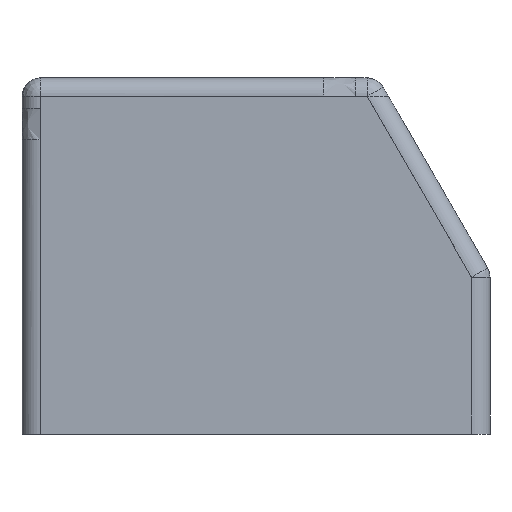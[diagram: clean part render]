
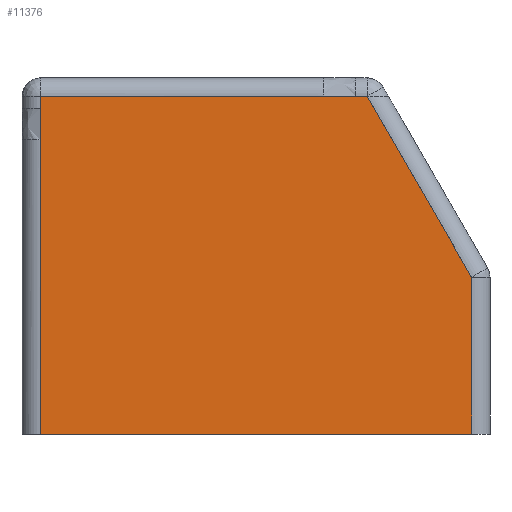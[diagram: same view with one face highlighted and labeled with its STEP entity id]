
A CAD part, front view. The second image highlights one B-rep face of the part: STEP entity #11376.
In plain terms, the highlighted face is planar.
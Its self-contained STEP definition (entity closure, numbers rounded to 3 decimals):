
#9665 = PLANE('',#9666);
#9666 = AXIS2_PLACEMENT_3D('',#9667,#9668,#9669);
#9667 = CARTESIAN_POINT('',(73.2,0.,-53.));
#9668 = DIRECTION('',(0.,-1.,0.));
#9669 = DIRECTION('',(-1.,0.,0.));
#9693 = PLANE('',#9694);
#9694 = AXIS2_PLACEMENT_3D('',#9695,#9696,#9697);
#9695 = CARTESIAN_POINT('',(0.,0.,-53.));
#9696 = DIRECTION('',(-1.,0.,0.));
#9697 = DIRECTION('',(0.,1.,0.));
#9819 = VERTEX_POINT('',#9820);
#9820 = CARTESIAN_POINT('',(70.2,0.,53.));
#9835 = CYLINDRICAL_SURFACE('',#9836,3.);
#9836 = AXIS2_PLACEMENT_3D('',#9837,#9838,#9839);
#9837 = CARTESIAN_POINT('',(70.2,25.555,50.));
#9838 = DIRECTION('',(0.,-1.,0.));
#9839 = DIRECTION('',(1.,0.,0.));
#9847 = EDGE_CURVE('',#9819,#9848,#9850,.T.);
#9848 = VERTEX_POINT('',#9849);
#9849 = CARTESIAN_POINT('',(0.,0.,53.));
#9850 = SURFACE_CURVE('',#9851,(#9855,#9862),.PCURVE_S1.);
#9851 = LINE('',#9852,#9853);
#9852 = CARTESIAN_POINT('',(73.2,0.,53.));
#9853 = VECTOR('',#9854,1.);
#9854 = DIRECTION('',(-1.,0.,0.));
#9855 = PCURVE('',#9665,#9856);
#9856 = DEFINITIONAL_REPRESENTATION('',(#9857),#9861);
#9857 = LINE('',#9858,#9859);
#9858 = CARTESIAN_POINT('',(0.,-106.));
#9859 = VECTOR('',#9860,1.);
#9860 = DIRECTION('',(1.,0.));
#9861 = ( GEOMETRIC_REPRESENTATION_CONTEXT(2) 
PARAMETRIC_REPRESENTATION_CONTEXT() REPRESENTATION_CONTEXT('2D SPACE',''
  ) );
#9862 = PCURVE('',#9863,#9868);
#9863 = PLANE('',#9864);
#9864 = AXIS2_PLACEMENT_3D('',#9865,#9866,#9867);
#9865 = CARTESIAN_POINT('',(36.6,27.5,53.));
#9866 = DIRECTION('',(0.,0.,-1.));
#9867 = DIRECTION('',(0.,1.,0.));
#9868 = DEFINITIONAL_REPRESENTATION('',(#9869),#9873);
#9869 = LINE('',#9870,#9871);
#9870 = CARTESIAN_POINT('',(-27.5,36.6));
#9871 = VECTOR('',#9872,1.);
#9872 = DIRECTION('',(0.,-1.));
#9873 = ( GEOMETRIC_REPRESENTATION_CONTEXT(2) 
PARAMETRIC_REPRESENTATION_CONTEXT() REPRESENTATION_CONTEXT('2D SPACE',''
  ) );
#10899 = EDGE_CURVE('',#9848,#10900,#10902,.T.);
#10900 = VERTEX_POINT('',#10901);
#10901 = CARTESIAN_POINT('',(0.,55.,53.));
#10902 = SURFACE_CURVE('',#10903,(#10907,#10914),.PCURVE_S1.);
#10903 = LINE('',#10904,#10905);
#10904 = CARTESIAN_POINT('',(0.,0.,53.));
#10905 = VECTOR('',#10906,1.);
#10906 = DIRECTION('',(0.,1.,0.));
#10907 = PCURVE('',#9693,#10908);
#10908 = DEFINITIONAL_REPRESENTATION('',(#10909),#10913);
#10909 = LINE('',#10910,#10911);
#10910 = CARTESIAN_POINT('',(0.,-106.));
#10911 = VECTOR('',#10912,1.);
#10912 = DIRECTION('',(1.,0.));
#10913 = ( GEOMETRIC_REPRESENTATION_CONTEXT(2) 
PARAMETRIC_REPRESENTATION_CONTEXT() REPRESENTATION_CONTEXT('2D SPACE',''
  ) );
#10914 = PCURVE('',#9863,#10915);
#10915 = DEFINITIONAL_REPRESENTATION('',(#10916),#10920);
#10916 = LINE('',#10917,#10918);
#10917 = CARTESIAN_POINT('',(-27.5,-36.6));
#10918 = VECTOR('',#10919,1.);
#10919 = DIRECTION('',(1.,0.));
#10920 = ( GEOMETRIC_REPRESENTATION_CONTEXT(2) 
PARAMETRIC_REPRESENTATION_CONTEXT() REPRESENTATION_CONTEXT('2D SPACE',''
  ) );
#10938 = PLANE('',#10939);
#10939 = AXIS2_PLACEMENT_3D('',#10940,#10941,#10942);
#10940 = CARTESIAN_POINT('',(0.,55.,-53.));
#10941 = DIRECTION('',(0.,1.,0.));
#10942 = DIRECTION('',(1.,0.,0.));
#11331 = VERTEX_POINT('',#11332);
#11332 = CARTESIAN_POINT('',(70.2,25.555,53.));
#11354 = EDGE_CURVE('',#11331,#9819,#11355,.T.);
#11355 = SURFACE_CURVE('',#11356,(#11360,#11367),.PCURVE_S1.);
#11356 = LINE('',#11357,#11358);
#11357 = CARTESIAN_POINT('',(70.2,25.555,53.));
#11358 = VECTOR('',#11359,1.);
#11359 = DIRECTION('',(0.,-1.,0.));
#11360 = PCURVE('',#9835,#11361);
#11361 = DEFINITIONAL_REPRESENTATION('',(#11362),#11366);
#11362 = LINE('',#11363,#11364);
#11363 = CARTESIAN_POINT('',(1.571,0.));
#11364 = VECTOR('',#11365,1.);
#11365 = DIRECTION('',(0.,1.));
#11366 = ( GEOMETRIC_REPRESENTATION_CONTEXT(2) 
PARAMETRIC_REPRESENTATION_CONTEXT() REPRESENTATION_CONTEXT('2D SPACE',''
  ) );
#11367 = PCURVE('',#9863,#11368);
#11368 = DEFINITIONAL_REPRESENTATION('',(#11369),#11373);
#11369 = LINE('',#11370,#11371);
#11370 = CARTESIAN_POINT('',(-1.945,33.6));
#11371 = VECTOR('',#11372,1.);
#11372 = DIRECTION('',(-1.,0.));
#11373 = ( GEOMETRIC_REPRESENTATION_CONTEXT(2) 
PARAMETRIC_REPRESENTATION_CONTEXT() REPRESENTATION_CONTEXT('2D SPACE',''
  ) );
#11376 = ADVANCED_FACE('',(#11377),#9863,.F.);
#11377 = FACE_BOUND('',#11378,.F.);
#11378 = EDGE_LOOP('',(#11379,#11380,#11381,#11404,#11428));
#11379 = ORIENTED_EDGE('',*,*,#9847,.T.);
#11380 = ORIENTED_EDGE('',*,*,#10899,.T.);
#11381 = ORIENTED_EDGE('',*,*,#11382,.T.);
#11382 = EDGE_CURVE('',#10900,#11383,#11385,.T.);
#11383 = VERTEX_POINT('',#11384);
#11384 = CARTESIAN_POINT('',(53.2,55.,53.));
#11385 = SURFACE_CURVE('',#11386,(#11390,#11397),.PCURVE_S1.);
#11386 = LINE('',#11387,#11388);
#11387 = CARTESIAN_POINT('',(0.,55.,53.));
#11388 = VECTOR('',#11389,1.);
#11389 = DIRECTION('',(1.,0.,0.));
#11390 = PCURVE('',#9863,#11391);
#11391 = DEFINITIONAL_REPRESENTATION('',(#11392),#11396);
#11392 = LINE('',#11393,#11394);
#11393 = CARTESIAN_POINT('',(27.5,-36.6));
#11394 = VECTOR('',#11395,1.);
#11395 = DIRECTION('',(0.,1.));
#11396 = ( GEOMETRIC_REPRESENTATION_CONTEXT(2) 
PARAMETRIC_REPRESENTATION_CONTEXT() REPRESENTATION_CONTEXT('2D SPACE',''
  ) );
#11397 = PCURVE('',#10938,#11398);
#11398 = DEFINITIONAL_REPRESENTATION('',(#11399),#11403);
#11399 = LINE('',#11400,#11401);
#11400 = CARTESIAN_POINT('',(0.,-106.));
#11401 = VECTOR('',#11402,1.);
#11402 = DIRECTION('',(1.,0.));
#11403 = ( GEOMETRIC_REPRESENTATION_CONTEXT(2) 
PARAMETRIC_REPRESENTATION_CONTEXT() REPRESENTATION_CONTEXT('2D SPACE',''
  ) );
#11404 = ORIENTED_EDGE('',*,*,#11405,.F.);
#11405 = EDGE_CURVE('',#11331,#11383,#11406,.T.);
#11406 = SURFACE_CURVE('',#11407,(#11411,#11417),.PCURVE_S1.);
#11407 = LINE('',#11408,#11409);
#11408 = CARTESIAN_POINT('',(57.079,48.282,53.));
#11409 = VECTOR('',#11410,1.);
#11410 = DIRECTION('',(-0.5,0.866,0.));
#11411 = PCURVE('',#9863,#11412);
#11412 = DEFINITIONAL_REPRESENTATION('',(#11413),#11416);
#11413 = B_SPLINE_CURVE_WITH_KNOTS('',1,(#11414,#11415),.UNSPECIFIED.,
  .F.,.F.,(2,2),(-26.242,7.758),
  .PIECEWISE_BEZIER_KNOTS.);
#11414 = CARTESIAN_POINT('',(-1.945,33.6));
#11415 = CARTESIAN_POINT('',(27.5,16.6));
#11416 = ( GEOMETRIC_REPRESENTATION_CONTEXT(2) 
PARAMETRIC_REPRESENTATION_CONTEXT() REPRESENTATION_CONTEXT('2D SPACE',''
  ) );
#11417 = PCURVE('',#11418,#11423);
#11418 = PLANE('',#11419);
#11419 = AXIS2_PLACEMENT_3D('',#11420,#11421,#11422);
#11420 = CARTESIAN_POINT('',(53.2,55.,141.469));
#11421 = DIRECTION('',(-0.866,-0.5,0.));
#11422 = DIRECTION('',(0.5,-0.866,0.));
#11423 = DEFINITIONAL_REPRESENTATION('',(#11424),#11427);
#11424 = B_SPLINE_CURVE_WITH_KNOTS('',1,(#11425,#11426),.UNSPECIFIED.,
  .F.,.F.,(2,2),(-26.242,7.758),
  .PIECEWISE_BEZIER_KNOTS.);
#11425 = CARTESIAN_POINT('',(34.,-88.469));
#11426 = CARTESIAN_POINT('',(0.,-88.469));
#11427 = ( GEOMETRIC_REPRESENTATION_CONTEXT(2) 
PARAMETRIC_REPRESENTATION_CONTEXT() REPRESENTATION_CONTEXT('2D SPACE',''
  ) );
#11428 = ORIENTED_EDGE('',*,*,#11354,.T.);
